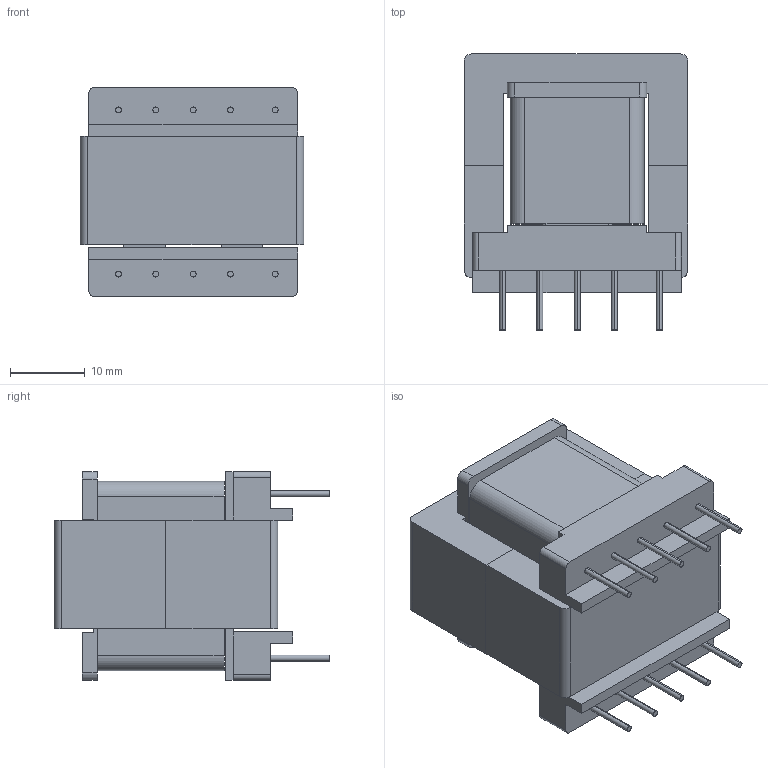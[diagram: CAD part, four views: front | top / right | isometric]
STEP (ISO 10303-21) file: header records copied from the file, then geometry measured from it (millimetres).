
FILE_DESCRIPTION (( 'STEP AP214' ), '1' );
FILE_NAME ('E30_15_11_ASM.STEP', '2023-10-03T08:40:51', ( '' ), ( '' ), 'SwSTEP 2.0', 'SolidWorks 2019', '' );
FILE_SCHEMA (( 'AUTOMOTIVE_DESIGN' ));
Length unit declared in the file: millimetre
Products named in the file (4): E30_15_11_ASM; Coil_E30_15_14; CoilFormer_E30_15_14; FerriteCore_E30_15_14
Assembly tree (4 placements, depth 2):
  E30_15_11_ASM
    CoilFormer_E30_15_14
    Coil_E30_15_14
    FerriteCore_E30_15_14  x2
Bounding box: 30 x 37 x 28 mm (x, y, z)
Volume: 18534.3 mm3; surface area: 13003.7 mm2
Topology: 4 solids, 4 shells, 127 faces, 320 edges, 212 vertices
Faces by surface type: plane 87, cylinder 40
Entity records: 3904 total; most frequent: DIRECTION 590, CARTESIAN_POINT 580, ORIENTED_EDGE 556, EDGE_CURVE 278, VECTOR 202, LINE 202, AXIS2_PLACEMENT_3D 194, VERTEX_POINT 184
